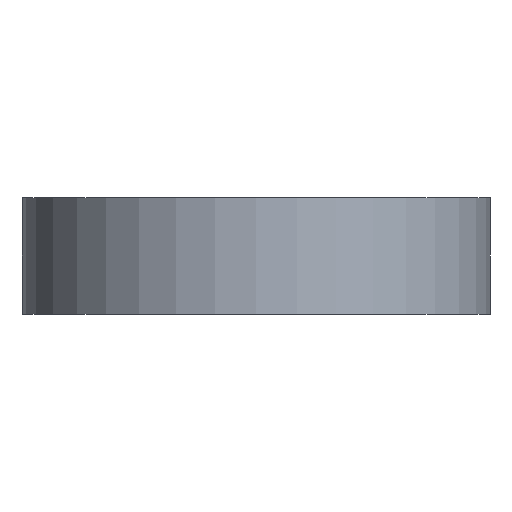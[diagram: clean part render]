
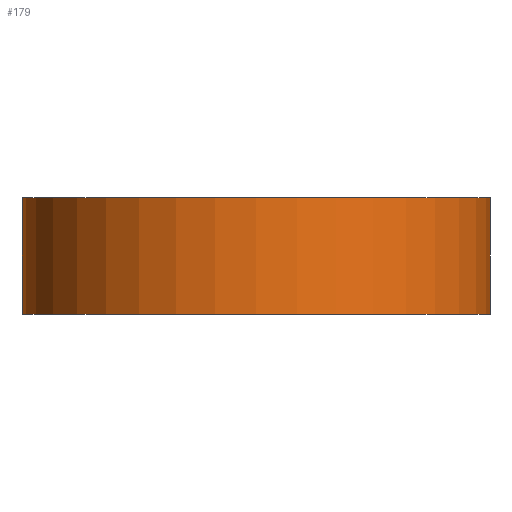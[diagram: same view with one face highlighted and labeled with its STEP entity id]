
A CAD part, front view. The second image highlights one B-rep face of the part: STEP entity #179.
In plain terms, the highlighted cylindrical face has radius 12.7 mm (diameter 25.4 mm), a partial arc.
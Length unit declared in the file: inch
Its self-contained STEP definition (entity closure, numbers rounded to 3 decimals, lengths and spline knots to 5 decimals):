
#4 = DIRECTION ( 'NONE',  ( 0., 0., 1. ) ) ;
#29 = CYLINDRICAL_SURFACE ( 'NONE', #31, 0.5 ) ;
#31 = AXIS2_PLACEMENT_3D ( 'NONE', #360, #192, #138 ) ;
#67 = ORIENTED_EDGE ( 'NONE', *, *, #283, .F. ) ;
#71 = CARTESIAN_POINT ( 'NONE',  ( 0.5, -3.58, 0.125 ) ) ;
#89 = EDGE_LOOP ( 'NONE', ( #135, #67, #216, #354 ) ) ;
#95 = CARTESIAN_POINT ( 'NONE',  ( -0.5, -3.58, 0.125 ) ) ;
#106 = AXIS2_PLACEMENT_3D ( 'NONE', #251, #4, #341 ) ;
#112 = AXIS2_PLACEMENT_3D ( 'NONE', #222, #331, #199 ) ;
#135 = ORIENTED_EDGE ( 'NONE', *, *, #327, .T. ) ;
#138 = DIRECTION ( 'NONE',  ( -1., 0., 0. ) ) ;
#139 = LINE ( 'NONE', #363, #298 ) ;
#152 = VERTEX_POINT ( 'NONE', #198 ) ;
#167 = FACE_OUTER_BOUND ( 'NONE', #89, .T. ) ;
#170 = EDGE_CURVE ( 'NONE', #356, #152, #262, .T. ) ;
#179 = ADVANCED_FACE ( 'NONE', ( #167 ), #29, .T. ) ;
#189 = VECTOR ( 'NONE', #310, 39.37008 ) ;
#192 = DIRECTION ( 'NONE',  ( 0., 0., -1. ) ) ;
#194 = EDGE_CURVE ( 'NONE', #356, #243, #139, .T. ) ;
#198 = CARTESIAN_POINT ( 'NONE',  ( 0.5, -3.58, 0.125 ) ) ;
#199 = DIRECTION ( 'NONE',  ( 1., 0., 0. ) ) ;
#204 = DIRECTION ( 'NONE',  ( 0., 0., -1. ) ) ;
#216 = ORIENTED_EDGE ( 'NONE', *, *, #170, .F. ) ;
#222 = CARTESIAN_POINT ( 'NONE',  ( 0., -3.58, 0.125 ) ) ;
#231 = LINE ( 'NONE', #71, #189 ) ;
#243 = VERTEX_POINT ( 'NONE', #318 ) ;
#251 = CARTESIAN_POINT ( 'NONE',  ( 0., -3.58, -0.125 ) ) ;
#262 = CIRCLE ( 'NONE', #112, 0.5 ) ;
#283 = EDGE_CURVE ( 'NONE', #152, #319, #231, .T. ) ;
#298 = VECTOR ( 'NONE', #204, 39.37008 ) ;
#310 = DIRECTION ( 'NONE',  ( 0., 0., -1. ) ) ;
#318 = CARTESIAN_POINT ( 'NONE',  ( -0.5, -3.58, -0.125 ) ) ;
#319 = VERTEX_POINT ( 'NONE', #337 ) ;
#327 = EDGE_CURVE ( 'NONE', #243, #319, #332, .T. ) ;
#331 = DIRECTION ( 'NONE',  ( 0., 0., 1. ) ) ;
#332 = CIRCLE ( 'NONE', #106, 0.5 ) ;
#337 = CARTESIAN_POINT ( 'NONE',  ( 0.5, -3.58, -0.125 ) ) ;
#341 = DIRECTION ( 'NONE',  ( 1., 0., 0. ) ) ;
#354 = ORIENTED_EDGE ( 'NONE', *, *, #194, .T. ) ;
#356 = VERTEX_POINT ( 'NONE', #95 ) ;
#360 = CARTESIAN_POINT ( 'NONE',  ( 0., -3.58, 0.125 ) ) ;
#363 = CARTESIAN_POINT ( 'NONE',  ( -0.5, -3.58, 0.125 ) ) ;
